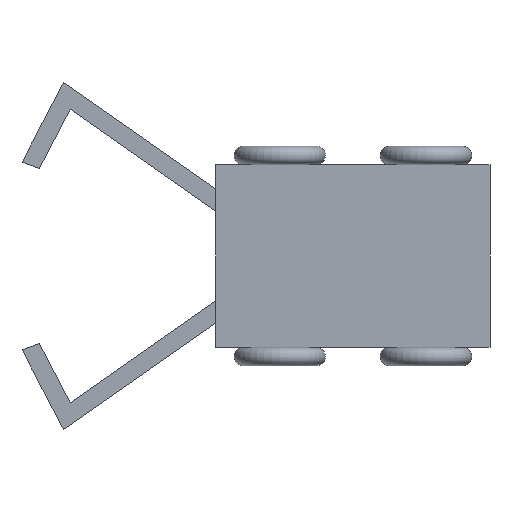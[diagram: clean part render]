
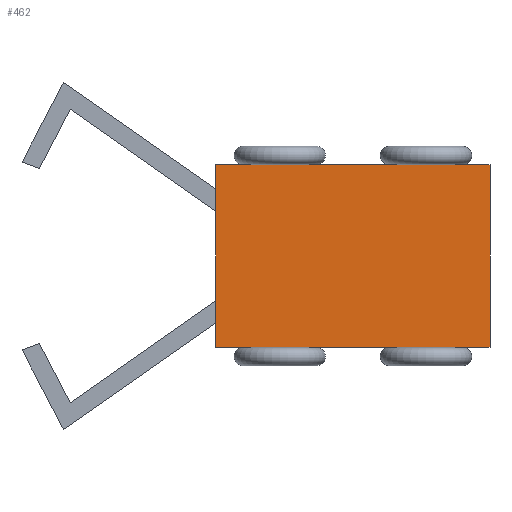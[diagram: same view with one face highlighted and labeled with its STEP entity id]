
A CAD part, front view. The second image highlights one B-rep face of the part: STEP entity #462.
In plain terms, the highlighted planar face has unit normal (0, -1, 0).
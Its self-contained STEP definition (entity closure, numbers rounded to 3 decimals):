
#48=FACE_OUTER_BOUND('',#82,.T.);
#82=EDGE_LOOP('',(#327,#328,#329,#330));
#111=LINE('',#703,#159);
#115=LINE('',#711,#163);
#118=LINE('',#717,#166);
#121=LINE('',#722,#169);
#159=VECTOR('',#561,10.);
#163=VECTOR('',#567,10.);
#166=VECTOR('',#572,10.);
#169=VECTOR('',#577,10.);
#207=VERTEX_POINT('',#701);
#208=VERTEX_POINT('',#702);
#211=VERTEX_POINT('',#710);
#213=VERTEX_POINT('',#716);
#247=EDGE_CURVE('',#207,#208,#111,.T.);
#251=EDGE_CURVE('',#208,#211,#115,.T.);
#254=EDGE_CURVE('',#211,#213,#118,.T.);
#257=EDGE_CURVE('',#213,#207,#121,.T.);
#327=ORIENTED_EDGE('',*,*,#257,.T.);
#328=ORIENTED_EDGE('',*,*,#247,.T.);
#329=ORIENTED_EDGE('',*,*,#251,.T.);
#330=ORIENTED_EDGE('',*,*,#254,.T.);
#432=PLANE('',#516);
#462=ADVANCED_FACE('',(#48),#432,.F.);
#516=AXIS2_PLACEMENT_3D('',#725,#581,#582);
#561=DIRECTION('',(0.,0.,-1.));
#567=DIRECTION('',(1.,0.,0.));
#572=DIRECTION('',(0.,0.,1.));
#577=DIRECTION('',(-1.,0.,0.));
#581=DIRECTION('center_axis',(0.,1.,0.));
#582=DIRECTION('ref_axis',(1.,0.,0.));
#701=CARTESIAN_POINT('',(0.,0.,10.));
#702=CARTESIAN_POINT('',(0.,0.,-10.));
#703=CARTESIAN_POINT('',(0.,0.,10.));
#710=CARTESIAN_POINT('',(30.,0.,-10.));
#711=CARTESIAN_POINT('',(0.,0.,-10.));
#716=CARTESIAN_POINT('',(30.,0.,10.));
#717=CARTESIAN_POINT('',(30.,0.,-10.));
#722=CARTESIAN_POINT('',(30.,0.,10.));
#725=CARTESIAN_POINT('Origin',(15.,0.,0.));
